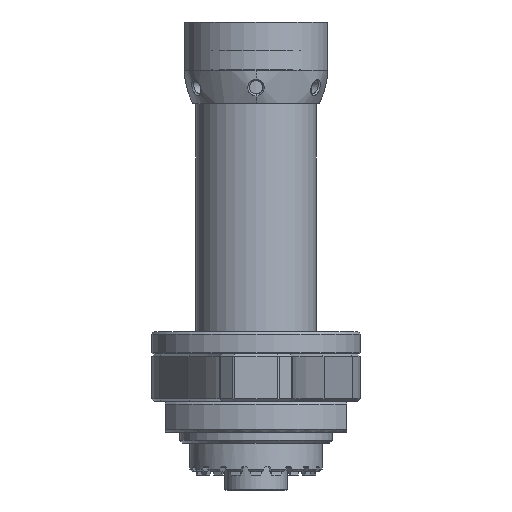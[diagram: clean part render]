
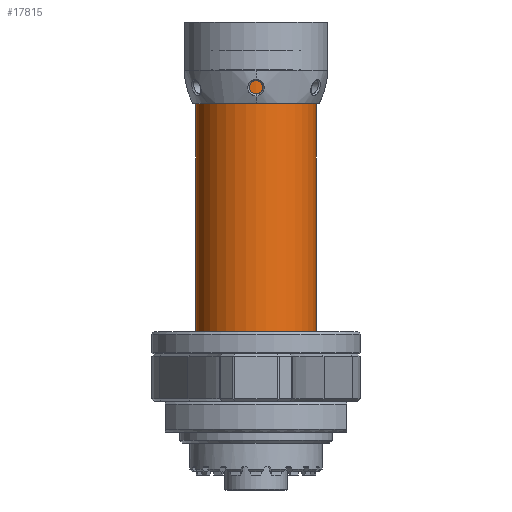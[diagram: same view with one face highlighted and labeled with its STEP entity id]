
A CAD part, left-side view. The second image highlights one B-rep face of the part: STEP entity #17815.
In plain terms, the highlighted cylindrical face has radius 21.663 mm (diameter 43.325 mm), a partial arc.
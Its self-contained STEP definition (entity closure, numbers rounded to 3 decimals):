
#3914=CARTESIAN_POINT('',(-144.1,0.,0.));
#3915=DIRECTION('',(-1.,0.,0.));
#3916=DIRECTION('',(0.,1.,0.));
#3917=AXIS2_PLACEMENT_3D('',#3914,#3915,#3916);
#3919=DIRECTION('',(1.,0.,0.));
#3920=VECTOR('',#3919,92.515);
#3921=CARTESIAN_POINT('',(-144.1,-21.663,0.));
#3922=LINE('',#3921,#3920);
#3923=CARTESIAN_POINT('',(-51.585,0.,0.));
#3924=DIRECTION('',(-1.,0.,0.));
#3925=DIRECTION('',(0.,1.,0.));
#3926=AXIS2_PLACEMENT_3D('',#3923,#3924,#3925);
#3928=DIRECTION('',(1.,0.,0.));
#3929=VECTOR('',#3928,92.515);
#3930=CARTESIAN_POINT('',(-144.1,21.663,0.));
#3931=LINE('',#3930,#3929);
#11425=CARTESIAN_POINT('',(-144.1,-21.663,0.));
#11426=CARTESIAN_POINT('',(-144.1,21.663,0.));
#11427=VERTEX_POINT('',#11425);
#11428=VERTEX_POINT('',#11426);
#12217=CARTESIAN_POINT('',(-51.585,-21.663,0.));
#12218=CARTESIAN_POINT('',(-51.585,21.663,0.));
#12219=VERTEX_POINT('',#12217);
#12220=VERTEX_POINT('',#12218);
#17800=CARTESIAN_POINT('',(7.72,0.,0.));
#17801=DIRECTION('',(-1.,0.,0.));
#17802=DIRECTION('',(0.,1.,0.));
#17803=AXIS2_PLACEMENT_3D('',#17800,#17801,#17802);
#17804=CYLINDRICAL_SURFACE('',#17803,21.663);
#17806=ORIENTED_EDGE('',*,*,#17805,.T.);
#17808=ORIENTED_EDGE('',*,*,#17807,.T.);
#17810=ORIENTED_EDGE('',*,*,#17809,.F.);
#17812=ORIENTED_EDGE('',*,*,#17811,.F.);
#17813=EDGE_LOOP('',(#17806,#17808,#17810,#17812));
#17814=FACE_OUTER_BOUND('',#17813,.F.);
#17815=ADVANCED_FACE('',(#17814),#17804,.T.);
#3918=CIRCLE('',#3917,21.663);
#3927=CIRCLE('',#3926,21.663);
#17805=EDGE_CURVE('',#11428,#11427,#3918,.T.);
#17807=EDGE_CURVE('',#11427,#12219,#3922,.T.);
#17809=EDGE_CURVE('',#12220,#12219,#3927,.T.);
#17811=EDGE_CURVE('',#11428,#12220,#3931,.T.);
